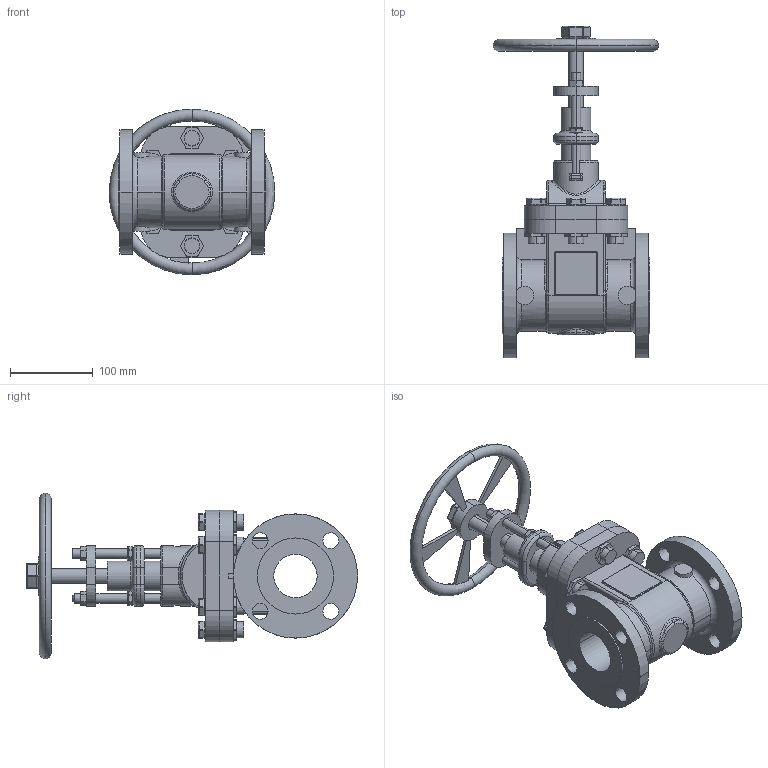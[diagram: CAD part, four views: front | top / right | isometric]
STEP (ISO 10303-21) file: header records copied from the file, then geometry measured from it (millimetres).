
FILE_DESCRIPTION (( 'STEP AP203' ), '1' );
FILE_NAME ('49505K51_REV_.step', '2026-03-04T03:07:13', ( '' ), ( '' ), 'SwSTEP 2.0', 'SolidWorks 2025', '' );
FILE_SCHEMA (( 'CONFIG_CONTROL_DESIGN' ));
Length unit declared in the file: millimetre
Products named in the file (1): 49505K51_REV_
Bounding box: 200 x 400 x 200 mm (x, y, z)
Volume: 2337312.8 mm3; surface area: 417501.3 mm2
Topology: 22 solids, 22 shells, 1048 faces, 2551 edges, 1417 vertices
Faces by surface type: cylinder 471, plane 308, sphere 124, bspline 68, torus 59, cone 18
Entity records: 33537 total; most frequent: CARTESIAN_POINT 9256, DIRECTION 5462, ORIENTED_EDGE 4854, EDGE_CURVE 2427, AXIS2_PLACEMENT_3D 2191, VERTEX_POINT 1417, CIRCLE 1210, EDGE_LOOP 1136
